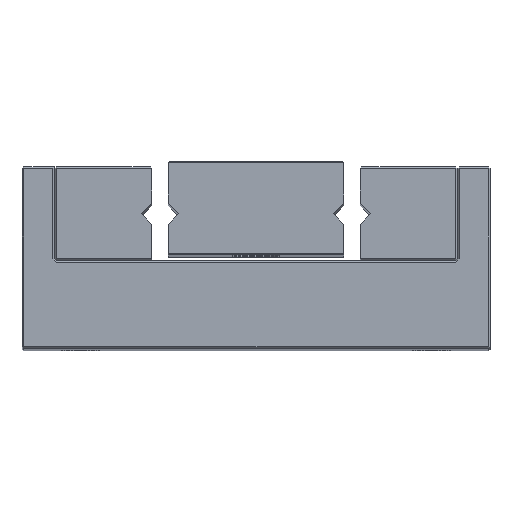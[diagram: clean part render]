
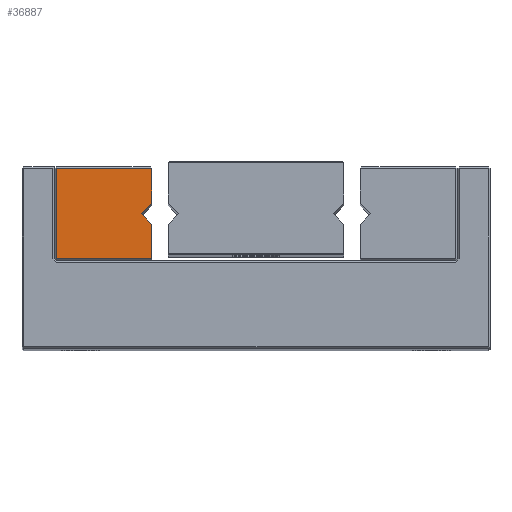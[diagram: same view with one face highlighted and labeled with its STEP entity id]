
A CAD part, top view. The second image highlights one B-rep face of the part: STEP entity #36887.
In plain terms, the highlighted planar face has unit normal (0, 0, 1).
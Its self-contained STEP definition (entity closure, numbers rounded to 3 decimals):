
#36487 = PLANE('',#36488);
#36488 = AXIS2_PLACEMENT_3D('',#36489,#36490,#36491);
#36489 = CARTESIAN_POINT('',(-8.9,15.5,0.));
#36490 = DIRECTION('',(1.,0.,0.));
#36491 = DIRECTION('',(0.,-1.,0.));
#36512 = VERTEX_POINT('',#36513);
#36513 = CARTESIAN_POINT('',(-8.9,15.35,130.));
#36539 = EDGE_CURVE('',#36512,#36540,#36542,.T.);
#36540 = VERTEX_POINT('',#36541);
#36541 = CARTESIAN_POINT('',(-8.9,12.4,130.));
#36542 = SURFACE_CURVE('',#36543,(#36547,#36554),.PCURVE_S1.);
#36543 = LINE('',#36544,#36545);
#36544 = CARTESIAN_POINT('',(-8.9,15.5,130.));
#36545 = VECTOR('',#36546,1.);
#36546 = DIRECTION('',(0.,-1.,0.));
#36547 = PCURVE('',#36487,#36548);
#36548 = DEFINITIONAL_REPRESENTATION('',(#36549),#36553);
#36549 = LINE('',#36550,#36551);
#36550 = CARTESIAN_POINT('',(0.,-130.));
#36551 = VECTOR('',#36552,1.);
#36552 = DIRECTION('',(1.,0.));
#36553 = ( GEOMETRIC_REPRESENTATION_CONTEXT(2) 
PARAMETRIC_REPRESENTATION_CONTEXT() REPRESENTATION_CONTEXT('2D SPACE',''
  ) );
#36554 = PCURVE('',#36555,#36560);
#36555 = PLANE('',#36556);
#36556 = AXIS2_PLACEMENT_3D('',#36557,#36558,#36559);
#36557 = CARTESIAN_POINT('',(-8.9,15.5,130.));
#36558 = DIRECTION('',(0.,0.,1.));
#36559 = DIRECTION('',(1.,0.,0.));
#36560 = DEFINITIONAL_REPRESENTATION('',(#36561),#36565);
#36561 = LINE('',#36562,#36563);
#36562 = CARTESIAN_POINT('',(0.,0.));
#36563 = VECTOR('',#36564,1.);
#36564 = DIRECTION('',(0.,-1.));
#36565 = ( GEOMETRIC_REPRESENTATION_CONTEXT(2) 
PARAMETRIC_REPRESENTATION_CONTEXT() REPRESENTATION_CONTEXT('2D SPACE',''
  ) );
#36581 = PLANE('',#36582);
#36582 = AXIS2_PLACEMENT_3D('',#36583,#36584,#36585);
#36583 = CARTESIAN_POINT('',(-8.9,12.4,0.));
#36584 = DIRECTION('',(0.707,-0.707,0.));
#36585 = DIRECTION('',(-0.707,-0.707,0.));
#36697 = PLANE('',#36698);
#36698 = AXIS2_PLACEMENT_3D('',#36699,#36700,#36701);
#36699 = CARTESIAN_POINT('',(-8.9,10.6,0.));
#36700 = DIRECTION('',(1.,0.,0.));
#36701 = DIRECTION('',(0.,-1.,0.));
#36725 = PLANE('',#36726);
#36726 = AXIS2_PLACEMENT_3D('',#36727,#36728,#36729);
#36727 = CARTESIAN_POINT('',(-9.8,11.5,0.));
#36728 = DIRECTION('',(0.707,0.707,0.));
#36729 = DIRECTION('',(0.707,-0.707,0.));
#36801 = PLANE('',#36802);
#36802 = AXIS2_PLACEMENT_3D('',#36803,#36804,#36805);
#36803 = CARTESIAN_POINT('',(-17.2,15.425,129.925));
#36804 = DIRECTION('',(0.,0.707,0.707
    ));
#36805 = DIRECTION('',(-1.,0.,0.));
#36843 = EDGE_CURVE('',#36540,#36844,#36846,.T.);
#36844 = VERTEX_POINT('',#36845);
#36845 = CARTESIAN_POINT('',(-9.8,11.5,130.));
#36846 = SURFACE_CURVE('',#36847,(#36851,#36858),.PCURVE_S1.);
#36847 = LINE('',#36848,#36849);
#36848 = CARTESIAN_POINT('',(-8.9,12.4,130.));
#36849 = VECTOR('',#36850,1.);
#36850 = DIRECTION('',(-0.707,-0.707,0.));
#36851 = PCURVE('',#36581,#36852);
#36852 = DEFINITIONAL_REPRESENTATION('',(#36853),#36857);
#36853 = LINE('',#36854,#36855);
#36854 = CARTESIAN_POINT('',(0.,-130.));
#36855 = VECTOR('',#36856,1.);
#36856 = DIRECTION('',(1.,0.));
#36857 = ( GEOMETRIC_REPRESENTATION_CONTEXT(2) 
PARAMETRIC_REPRESENTATION_CONTEXT() REPRESENTATION_CONTEXT('2D SPACE',''
  ) );
#36858 = PCURVE('',#36555,#36859);
#36859 = DEFINITIONAL_REPRESENTATION('',(#36860),#36864);
#36860 = LINE('',#36861,#36862);
#36861 = CARTESIAN_POINT('',(0.,-3.1));
#36862 = VECTOR('',#36863,1.);
#36863 = DIRECTION('',(-0.707,-0.707));
#36864 = ( GEOMETRIC_REPRESENTATION_CONTEXT(2) 
PARAMETRIC_REPRESENTATION_CONTEXT() REPRESENTATION_CONTEXT('2D SPACE',''
  ) );
#36887 = ADVANCED_FACE('',(#36888),#36555,.T.);
#36888 = FACE_BOUND('',#36889,.T.);
#36889 = EDGE_LOOP('',(#36890,#36891,#36914,#36942,#36970,#36993,#37014)
  );
#36890 = ORIENTED_EDGE('',*,*,#36539,.F.);
#36891 = ORIENTED_EDGE('',*,*,#36892,.F.);
#36892 = EDGE_CURVE('',#36893,#36512,#36895,.T.);
#36893 = VERTEX_POINT('',#36894);
#36894 = CARTESIAN_POINT('',(-17.05,15.35,130.));
#36895 = SURFACE_CURVE('',#36896,(#36900,#36907),.PCURVE_S1.);
#36896 = LINE('',#36897,#36898);
#36897 = CARTESIAN_POINT('',(-17.2,15.35,130.));
#36898 = VECTOR('',#36899,1.);
#36899 = DIRECTION('',(1.,0.,0.));
#36900 = PCURVE('',#36555,#36901);
#36901 = DEFINITIONAL_REPRESENTATION('',(#36902),#36906);
#36902 = LINE('',#36903,#36904);
#36903 = CARTESIAN_POINT('',(-8.3,-0.15));
#36904 = VECTOR('',#36905,1.);
#36905 = DIRECTION('',(1.,0.));
#36906 = ( GEOMETRIC_REPRESENTATION_CONTEXT(2) 
PARAMETRIC_REPRESENTATION_CONTEXT() REPRESENTATION_CONTEXT('2D SPACE',''
  ) );
#36907 = PCURVE('',#36801,#36908);
#36908 = DEFINITIONAL_REPRESENTATION('',(#36909),#36913);
#36909 = LINE('',#36910,#36911);
#36910 = CARTESIAN_POINT('',(0.,0.106));
#36911 = VECTOR('',#36912,1.);
#36912 = DIRECTION('',(-1.,0.));
#36913 = ( GEOMETRIC_REPRESENTATION_CONTEXT(2) 
PARAMETRIC_REPRESENTATION_CONTEXT() REPRESENTATION_CONTEXT('2D SPACE',''
  ) );
#36914 = ORIENTED_EDGE('',*,*,#36915,.F.);
#36915 = EDGE_CURVE('',#36916,#36893,#36918,.T.);
#36916 = VERTEX_POINT('',#36917);
#36917 = CARTESIAN_POINT('',(-17.05,7.65,130.));
#36918 = SURFACE_CURVE('',#36919,(#36923,#36930),.PCURVE_S1.);
#36919 = LINE('',#36920,#36921);
#36920 = CARTESIAN_POINT('',(-17.05,7.5,130.));
#36921 = VECTOR('',#36922,1.);
#36922 = DIRECTION('',(0.,1.,0.));
#36923 = PCURVE('',#36555,#36924);
#36924 = DEFINITIONAL_REPRESENTATION('',(#36925),#36929);
#36925 = LINE('',#36926,#36927);
#36926 = CARTESIAN_POINT('',(-8.15,-8.));
#36927 = VECTOR('',#36928,1.);
#36928 = DIRECTION('',(0.,1.));
#36929 = ( GEOMETRIC_REPRESENTATION_CONTEXT(2) 
PARAMETRIC_REPRESENTATION_CONTEXT() REPRESENTATION_CONTEXT('2D SPACE',''
  ) );
#36930 = PCURVE('',#36931,#36936);
#36931 = PLANE('',#36932);
#36932 = AXIS2_PLACEMENT_3D('',#36933,#36934,#36935);
#36933 = CARTESIAN_POINT('',(-17.125,7.5,129.925));
#36934 = DIRECTION('',(-0.707,0.,0.707));
#36935 = DIRECTION('',(0.,-1.,0.));
#36936 = DEFINITIONAL_REPRESENTATION('',(#36937),#36941);
#36937 = LINE('',#36938,#36939);
#36938 = CARTESIAN_POINT('',(0.,0.106));
#36939 = VECTOR('',#36940,1.);
#36940 = DIRECTION('',(-1.,0.));
#36941 = ( GEOMETRIC_REPRESENTATION_CONTEXT(2) 
PARAMETRIC_REPRESENTATION_CONTEXT() REPRESENTATION_CONTEXT('2D SPACE',''
  ) );
#36942 = ORIENTED_EDGE('',*,*,#36943,.F.);
#36943 = EDGE_CURVE('',#36944,#36916,#36946,.T.);
#36944 = VERTEX_POINT('',#36945);
#36945 = CARTESIAN_POINT('',(-8.9,7.65,130.));
#36946 = SURFACE_CURVE('',#36947,(#36951,#36958),.PCURVE_S1.);
#36947 = LINE('',#36948,#36949);
#36948 = CARTESIAN_POINT('',(-8.9,7.65,130.));
#36949 = VECTOR('',#36950,1.);
#36950 = DIRECTION('',(-1.,0.,0.));
#36951 = PCURVE('',#36555,#36952);
#36952 = DEFINITIONAL_REPRESENTATION('',(#36953),#36957);
#36953 = LINE('',#36954,#36955);
#36954 = CARTESIAN_POINT('',(0.,-7.85));
#36955 = VECTOR('',#36956,1.);
#36956 = DIRECTION('',(-1.,0.));
#36957 = ( GEOMETRIC_REPRESENTATION_CONTEXT(2) 
PARAMETRIC_REPRESENTATION_CONTEXT() REPRESENTATION_CONTEXT('2D SPACE',''
  ) );
#36958 = PCURVE('',#36959,#36964);
#36959 = PLANE('',#36960);
#36960 = AXIS2_PLACEMENT_3D('',#36961,#36962,#36963);
#36961 = CARTESIAN_POINT('',(-8.9,7.575,129.925));
#36962 = DIRECTION('',(0.,-0.707,
    0.707));
#36963 = DIRECTION('',(1.,0.,0.));
#36964 = DEFINITIONAL_REPRESENTATION('',(#36965),#36969);
#36965 = LINE('',#36966,#36967);
#36966 = CARTESIAN_POINT('',(0.,0.106));
#36967 = VECTOR('',#36968,1.);
#36968 = DIRECTION('',(-1.,0.));
#36969 = ( GEOMETRIC_REPRESENTATION_CONTEXT(2) 
PARAMETRIC_REPRESENTATION_CONTEXT() REPRESENTATION_CONTEXT('2D SPACE',''
  ) );
#36970 = ORIENTED_EDGE('',*,*,#36971,.F.);
#36971 = EDGE_CURVE('',#36972,#36944,#36974,.T.);
#36972 = VERTEX_POINT('',#36973);
#36973 = CARTESIAN_POINT('',(-8.9,10.6,130.));
#36974 = SURFACE_CURVE('',#36975,(#36979,#36986),.PCURVE_S1.);
#36975 = LINE('',#36976,#36977);
#36976 = CARTESIAN_POINT('',(-8.9,10.6,130.));
#36977 = VECTOR('',#36978,1.);
#36978 = DIRECTION('',(0.,-1.,0.));
#36979 = PCURVE('',#36555,#36980);
#36980 = DEFINITIONAL_REPRESENTATION('',(#36981),#36985);
#36981 = LINE('',#36982,#36983);
#36982 = CARTESIAN_POINT('',(0.,-4.9));
#36983 = VECTOR('',#36984,1.);
#36984 = DIRECTION('',(0.,-1.));
#36985 = ( GEOMETRIC_REPRESENTATION_CONTEXT(2) 
PARAMETRIC_REPRESENTATION_CONTEXT() REPRESENTATION_CONTEXT('2D SPACE',''
  ) );
#36986 = PCURVE('',#36697,#36987);
#36987 = DEFINITIONAL_REPRESENTATION('',(#36988),#36992);
#36988 = LINE('',#36989,#36990);
#36989 = CARTESIAN_POINT('',(0.,-130.));
#36990 = VECTOR('',#36991,1.);
#36991 = DIRECTION('',(1.,0.));
#36992 = ( GEOMETRIC_REPRESENTATION_CONTEXT(2) 
PARAMETRIC_REPRESENTATION_CONTEXT() REPRESENTATION_CONTEXT('2D SPACE',''
  ) );
#36993 = ORIENTED_EDGE('',*,*,#36994,.F.);
#36994 = EDGE_CURVE('',#36844,#36972,#36995,.T.);
#36995 = SURFACE_CURVE('',#36996,(#37000,#37007),.PCURVE_S1.);
#36996 = LINE('',#36997,#36998);
#36997 = CARTESIAN_POINT('',(-9.8,11.5,130.));
#36998 = VECTOR('',#36999,1.);
#36999 = DIRECTION('',(0.707,-0.707,0.));
#37000 = PCURVE('',#36555,#37001);
#37001 = DEFINITIONAL_REPRESENTATION('',(#37002),#37006);
#37002 = LINE('',#37003,#37004);
#37003 = CARTESIAN_POINT('',(-0.9,-4.));
#37004 = VECTOR('',#37005,1.);
#37005 = DIRECTION('',(0.707,-0.707));
#37006 = ( GEOMETRIC_REPRESENTATION_CONTEXT(2) 
PARAMETRIC_REPRESENTATION_CONTEXT() REPRESENTATION_CONTEXT('2D SPACE',''
  ) );
#37007 = PCURVE('',#36725,#37008);
#37008 = DEFINITIONAL_REPRESENTATION('',(#37009),#37013);
#37009 = LINE('',#37010,#37011);
#37010 = CARTESIAN_POINT('',(0.,-130.));
#37011 = VECTOR('',#37012,1.);
#37012 = DIRECTION('',(1.,0.));
#37013 = ( GEOMETRIC_REPRESENTATION_CONTEXT(2) 
PARAMETRIC_REPRESENTATION_CONTEXT() REPRESENTATION_CONTEXT('2D SPACE',''
  ) );
#37014 = ORIENTED_EDGE('',*,*,#36843,.F.);
